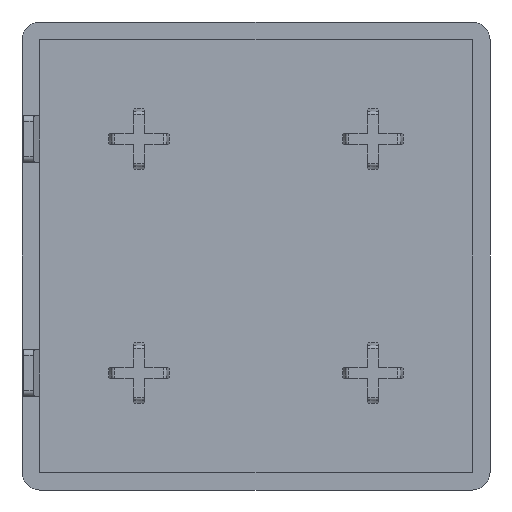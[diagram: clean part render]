
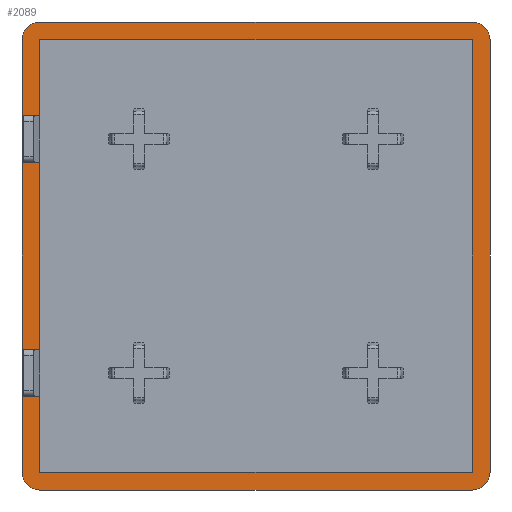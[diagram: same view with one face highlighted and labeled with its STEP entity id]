
A CAD part, front view. The second image highlights one B-rep face of the part: STEP entity #2089.
In plain terms, the highlighted planar face has unit normal (0, -1, 0).
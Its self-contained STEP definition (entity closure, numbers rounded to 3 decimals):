
#115=FACE_BOUND('',#369,.T.);
#124=CIRCLE('',#2242,3.);
#125=CIRCLE('',#2243,3.);
#126=CIRCLE('',#2244,3.);
#127=CIRCLE('',#2245,3.);
#247=FACE_OUTER_BOUND('',#368,.T.);
#368=EDGE_LOOP('',(#1417,#1418,#1419,#1420,#1421,#1422,#1423,#1424));
#369=EDGE_LOOP('',(#1425,#1426,#1427,#1428,#1429,#1430,#1431,#1432,#1433,
#1434,#1435,#1436));
#483=LINE('',#3029,#657);
#485=LINE('',#3033,#659);
#487=LINE('',#3037,#661);
#493=LINE('',#3049,#667);
#500=LINE('',#3071,#674);
#505=LINE('',#3080,#679);
#512=LINE('',#3102,#686);
#515=LINE('',#3108,#689);
#516=LINE('',#3112,#690);
#517=LINE('',#3116,#691);
#518=LINE('',#3120,#692);
#519=LINE('',#3122,#693);
#520=LINE('',#3124,#694);
#521=LINE('',#3126,#695);
#522=LINE('',#3127,#696);
#523=LINE('',#3128,#697);
#657=VECTOR('',#2435,1000.);
#659=VECTOR('',#2437,1000.);
#661=VECTOR('',#2439,1000.);
#667=VECTOR('',#2447,1000.);
#674=VECTOR('',#2470,1000.);
#679=VECTOR('',#2477,1000.);
#686=VECTOR('',#2500,1000.);
#689=VECTOR('',#2505,1000.);
#690=VECTOR('',#2508,1000.);
#691=VECTOR('',#2511,1000.);
#692=VECTOR('',#2514,1000.);
#693=VECTOR('',#2517,1000.);
#694=VECTOR('',#2518,1000.);
#695=VECTOR('',#2519,1000.);
#696=VECTOR('',#2520,1000.);
#697=VECTOR('',#2521,1000.);
#831=VERTEX_POINT('',#3027);
#832=VERTEX_POINT('',#3028);
#833=VERTEX_POINT('',#3030);
#834=VERTEX_POINT('',#3032);
#835=VERTEX_POINT('',#3034);
#836=VERTEX_POINT('',#3036);
#841=VERTEX_POINT('',#3048);
#848=VERTEX_POINT('',#3070);
#851=VERTEX_POINT('',#3079);
#858=VERTEX_POINT('',#3101);
#859=VERTEX_POINT('',#3106);
#860=VERTEX_POINT('',#3107);
#861=VERTEX_POINT('',#3109);
#862=VERTEX_POINT('',#3111);
#863=VERTEX_POINT('',#3113);
#864=VERTEX_POINT('',#3115);
#865=VERTEX_POINT('',#3117);
#866=VERTEX_POINT('',#3119);
#867=VERTEX_POINT('',#3123);
#868=VERTEX_POINT('',#3125);
#1043=EDGE_CURVE('',#831,#832,#483,.T.);
#1045=EDGE_CURVE('',#834,#833,#485,.T.);
#1047=EDGE_CURVE('',#836,#835,#487,.T.);
#1053=EDGE_CURVE('',#841,#834,#493,.T.);
#1064=EDGE_CURVE('',#848,#835,#500,.T.);
#1069=EDGE_CURVE('',#851,#831,#505,.T.);
#1080=EDGE_CURVE('',#858,#833,#512,.T.);
#1083=EDGE_CURVE('',#859,#860,#515,.T.);
#1084=EDGE_CURVE('',#861,#859,#124,.T.);
#1085=EDGE_CURVE('',#862,#861,#516,.T.);
#1086=EDGE_CURVE('',#863,#862,#125,.T.);
#1087=EDGE_CURVE('',#864,#863,#517,.T.);
#1088=EDGE_CURVE('',#865,#864,#126,.T.);
#1089=EDGE_CURVE('',#866,#865,#518,.T.);
#1090=EDGE_CURVE('',#860,#866,#127,.T.);
#1091=EDGE_CURVE('',#858,#851,#519,.T.);
#1092=EDGE_CURVE('',#832,#867,#520,.T.);
#1093=EDGE_CURVE('',#867,#868,#521,.T.);
#1094=EDGE_CURVE('',#868,#836,#522,.T.);
#1095=EDGE_CURVE('',#848,#841,#523,.T.);
#1417=ORIENTED_EDGE('',*,*,#1083,.F.);
#1418=ORIENTED_EDGE('',*,*,#1084,.F.);
#1419=ORIENTED_EDGE('',*,*,#1085,.F.);
#1420=ORIENTED_EDGE('',*,*,#1086,.F.);
#1421=ORIENTED_EDGE('',*,*,#1087,.F.);
#1422=ORIENTED_EDGE('',*,*,#1088,.F.);
#1423=ORIENTED_EDGE('',*,*,#1089,.F.);
#1424=ORIENTED_EDGE('',*,*,#1090,.F.);
#1425=ORIENTED_EDGE('',*,*,#1091,.T.);
#1426=ORIENTED_EDGE('',*,*,#1069,.T.);
#1427=ORIENTED_EDGE('',*,*,#1043,.T.);
#1428=ORIENTED_EDGE('',*,*,#1092,.T.);
#1429=ORIENTED_EDGE('',*,*,#1093,.T.);
#1430=ORIENTED_EDGE('',*,*,#1094,.T.);
#1431=ORIENTED_EDGE('',*,*,#1047,.T.);
#1432=ORIENTED_EDGE('',*,*,#1064,.F.);
#1433=ORIENTED_EDGE('',*,*,#1095,.T.);
#1434=ORIENTED_EDGE('',*,*,#1053,.T.);
#1435=ORIENTED_EDGE('',*,*,#1045,.T.);
#1436=ORIENTED_EDGE('',*,*,#1080,.F.);
#2028=PLANE('',#2241);
#2089=ADVANCED_FACE('',(#247,#115),#2028,.F.);
#2241=AXIS2_PLACEMENT_3D('',#3105,#2503,#2504);
#2242=AXIS2_PLACEMENT_3D('',#3110,#2506,#2507);
#2243=AXIS2_PLACEMENT_3D('',#3114,#2509,#2510);
#2244=AXIS2_PLACEMENT_3D('',#3118,#2512,#2513);
#2245=AXIS2_PLACEMENT_3D('',#3121,#2515,#2516);
#2435=DIRECTION('',(0.,0.,1.));
#2437=DIRECTION('',(0.,0.,1.));
#2439=DIRECTION('',(0.,0.,1.));
#2447=DIRECTION('',(1.,0.,0.));
#2470=DIRECTION('',(1.,0.,0.));
#2477=DIRECTION('',(1.,0.,0.));
#2500=DIRECTION('',(1.,0.,0.));
#2503=DIRECTION('center_axis',(0.,1.,0.));
#2504=DIRECTION('ref_axis',(0.,0.,1.));
#2505=DIRECTION('',(1.,0.,0.));
#2506=DIRECTION('center_axis',(0.,1.,0.));
#2507=DIRECTION('ref_axis',(1.,0.,0.));
#2508=DIRECTION('',(0.,0.,1.));
#2509=DIRECTION('center_axis',(0.,1.,0.));
#2510=DIRECTION('ref_axis',(1.,0.,0.));
#2511=DIRECTION('',(-1.,0.,0.));
#2512=DIRECTION('center_axis',(0.,1.,0.));
#2513=DIRECTION('ref_axis',(1.,0.,0.));
#2514=DIRECTION('',(0.,0.,-1.));
#2515=DIRECTION('center_axis',(0.,1.,0.));
#2516=DIRECTION('ref_axis',(1.,0.,0.));
#2517=DIRECTION('',(0.,0.,1.));
#2518=DIRECTION('',(1.,0.,0.));
#2519=DIRECTION('',(0.,0.,-1.));
#2520=DIRECTION('',(-1.,0.,0.));
#2521=DIRECTION('',(0.,0.,1.));
#3027=CARTESIAN_POINT('',(-37.,-4.,24.));
#3028=CARTESIAN_POINT('',(-37.,-4.,37.));
#3029=CARTESIAN_POINT('',(-37.,-4.,-37.));
#3030=CARTESIAN_POINT('',(-37.,-4.,16.));
#3032=CARTESIAN_POINT('',(-37.,-4.,-16.));
#3033=CARTESIAN_POINT('',(-37.,-4.,-37.));
#3034=CARTESIAN_POINT('',(-37.,-4.,-24.));
#3036=CARTESIAN_POINT('',(-37.,-4.,-37.));
#3037=CARTESIAN_POINT('',(-37.,-4.,-37.));
#3048=CARTESIAN_POINT('',(-39.7,-4.,-16.));
#3049=CARTESIAN_POINT('',(-39.7,-4.,-16.));
#3070=CARTESIAN_POINT('',(-39.7,-4.,-24.));
#3071=CARTESIAN_POINT('',(-39.7,-4.,-24.));
#3079=CARTESIAN_POINT('',(-39.7,-4.,24.));
#3080=CARTESIAN_POINT('',(-39.7,-4.,24.));
#3101=CARTESIAN_POINT('',(-39.7,-4.,16.));
#3102=CARTESIAN_POINT('',(-39.7,-4.,16.));
#3105=CARTESIAN_POINT('Origin',(-37.,-4.,-37.));
#3106=CARTESIAN_POINT('',(-37.,-4.,40.));
#3107=CARTESIAN_POINT('',(37.,-4.,40.));
#3108=CARTESIAN_POINT('',(-37.,-4.,40.));
#3109=CARTESIAN_POINT('',(-40.,-4.,37.));
#3110=CARTESIAN_POINT('Origin',(-37.,-4.,37.));
#3111=CARTESIAN_POINT('',(-40.,-4.,-37.));
#3112=CARTESIAN_POINT('',(-40.,-4.,-37.));
#3113=CARTESIAN_POINT('',(-37.,-4.,-40.));
#3114=CARTESIAN_POINT('Origin',(-37.,-4.,-37.));
#3115=CARTESIAN_POINT('',(37.,-4.,-40.));
#3116=CARTESIAN_POINT('',(37.,-4.,-40.));
#3117=CARTESIAN_POINT('',(40.,-4.,-37.));
#3118=CARTESIAN_POINT('Origin',(37.,-4.,-37.));
#3119=CARTESIAN_POINT('',(40.,-4.,37.));
#3120=CARTESIAN_POINT('',(40.,-4.,37.));
#3121=CARTESIAN_POINT('Origin',(37.,-4.,37.));
#3122=CARTESIAN_POINT('',(-39.7,-4.,16.));
#3123=CARTESIAN_POINT('',(37.,-4.,37.));
#3124=CARTESIAN_POINT('',(-37.,-4.,37.));
#3125=CARTESIAN_POINT('',(37.,-4.,-37.));
#3126=CARTESIAN_POINT('',(37.,-4.,37.));
#3127=CARTESIAN_POINT('',(37.,-4.,-37.));
#3128=CARTESIAN_POINT('',(-39.7,-4.,-24.));
